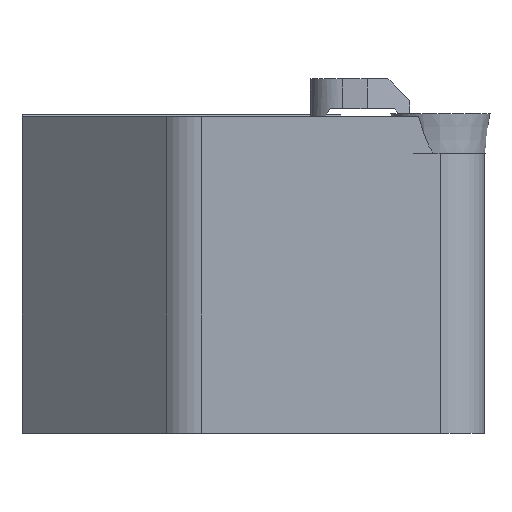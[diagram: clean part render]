
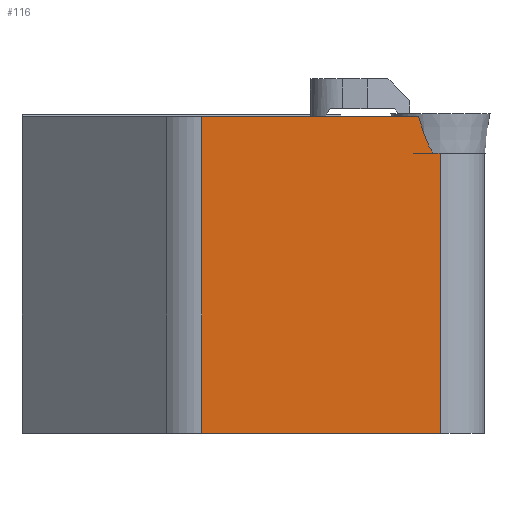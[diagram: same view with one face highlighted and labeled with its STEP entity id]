
A CAD part, left-side view. The second image highlights one B-rep face of the part: STEP entity #116.
In plain terms, the highlighted planar face has unit normal (-1, 0, 0).
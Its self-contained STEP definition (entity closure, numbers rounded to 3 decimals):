
#71=B_SPLINE_CURVE_WITH_KNOTS('',3,(#917,#918,#919,#920,#921,#922),
 .UNSPECIFIED.,.F.,.F.,(4,2,4),(0.,0.5,1.),.UNSPECIFIED.);
#86=FACE_OUTER_BOUND('',#176,.T.);
#116=ADVANCED_FACE('',(#86),#145,.F.);
#145=PLANE('',#641);
#176=EDGE_LOOP('',(#275,#276,#277,#278,#279,#280));
#275=ORIENTED_EDGE('',*,*,#465,.T.);
#276=ORIENTED_EDGE('',*,*,#466,.F.);
#277=ORIENTED_EDGE('',*,*,#439,.T.);
#278=ORIENTED_EDGE('',*,*,#467,.T.);
#279=ORIENTED_EDGE('',*,*,#456,.T.);
#280=ORIENTED_EDGE('',*,*,#464,.F.);
#378=VERTEX_POINT('',#843);
#385=VERTEX_POINT('',#857);
#396=VERTEX_POINT('',#890);
#397=VERTEX_POINT('',#892);
#401=VERTEX_POINT('',#912);
#402=VERTEX_POINT('',#916);
#439=EDGE_CURVE('',#378,#385,#513,.T.);
#456=EDGE_CURVE('',#397,#396,#528,.T.);
#464=EDGE_CURVE('',#401,#396,#533,.T.);
#465=EDGE_CURVE('',#401,#402,#534,.T.);
#466=EDGE_CURVE('',#378,#402,#71,.T.);
#467=EDGE_CURVE('',#385,#397,#535,.T.);
#513=LINE('',#858,#570);
#528=LINE('',#891,#585);
#533=LINE('',#913,#590);
#534=LINE('',#915,#591);
#535=LINE('',#923,#592);
#570=VECTOR('',#691,1.);
#585=VECTOR('',#720,1.);
#590=VECTOR('',#737,1.);
#591=VECTOR('',#740,1.);
#592=VECTOR('',#741,1.);
#641=AXIS2_PLACEMENT_3D('',#924,#742,#743);
#691=DIRECTION('',(0.,1.,0.));
#720=DIRECTION('',(0.,-1.,0.));
#737=DIRECTION('',(0.,0.,-1.));
#740=DIRECTION('',(0.,1.,0.));
#741=DIRECTION('',(0.,0.,-1.));
#742=DIRECTION('',(1.,0.,0.));
#743=DIRECTION('',(0.,1.,0.));
#843=CARTESIAN_POINT('',(0.537,-39.828,-0.2));
#857=CARTESIAN_POINT('',(0.537,-18.071,-0.2));
#858=CARTESIAN_POINT('',(0.537,-32.8,-0.2));
#890=CARTESIAN_POINT('',(0.537,-42.,-32.));
#891=CARTESIAN_POINT('',(0.537,0.,-32.));
#892=CARTESIAN_POINT('',(0.537,-18.071,-32.));
#912=CARTESIAN_POINT('',(0.537,-42.,-3.87));
#913=CARTESIAN_POINT('',(0.537,-42.,287.062));
#915=CARTESIAN_POINT('',(0.537,-42.,-3.87));
#916=CARTESIAN_POINT('',(0.537,-41.33,-3.87));
#917=CARTESIAN_POINT('',(0.537,-39.828,-0.2));
#918=CARTESIAN_POINT('',(0.537,-40.007,-0.84));
#919=CARTESIAN_POINT('',(0.537,-40.201,-1.475));
#920=CARTESIAN_POINT('',(0.537,-40.661,-2.718));
#921=CARTESIAN_POINT('',(0.537,-40.902,-3.353));
#922=CARTESIAN_POINT('',(0.537,-41.33,-3.87));
#923=CARTESIAN_POINT('',(0.537,-18.071,287.062));
#924=CARTESIAN_POINT('',(0.537,-42.,287.062));
